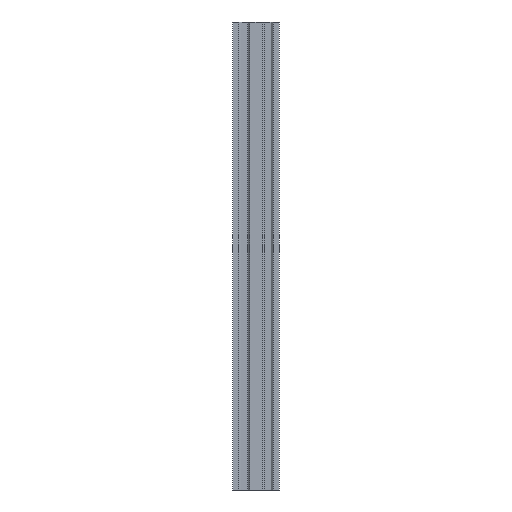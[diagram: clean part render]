
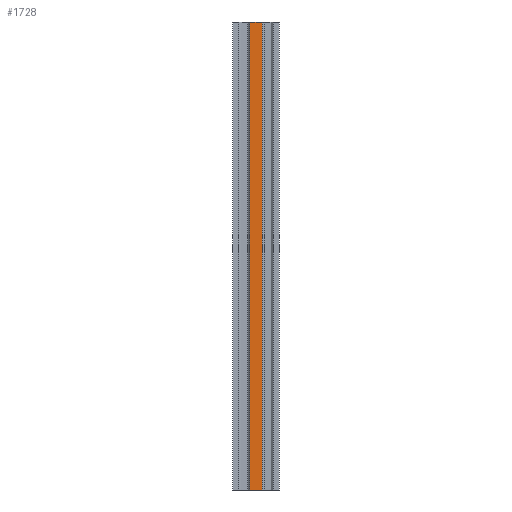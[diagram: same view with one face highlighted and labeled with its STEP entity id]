
A CAD part, left-side view. The second image highlights one B-rep face of the part: STEP entity #1728.
In plain terms, the highlighted planar face has unit normal (-1, 0, 0).
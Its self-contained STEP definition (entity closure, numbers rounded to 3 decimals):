
#85=FACE_OUTER_BOUND('',#168,.T.);
#168=EDGE_LOOP('',(#1352,#1353,#1354,#1355));
#253=LINE('',#2381,#483);
#333=LINE('',#2544,#563);
#385=LINE('',#2651,#615);
#386=LINE('',#2652,#616);
#483=VECTOR('',#1936,10.);
#563=VECTOR('',#2068,10.);
#615=VECTOR('',#2176,10.);
#616=VECTOR('',#2177,10.);
#706=VERTEX_POINT('',#2378);
#707=VERTEX_POINT('',#2380);
#764=VERTEX_POINT('',#2542);
#791=VERTEX_POINT('',#2650);
#869=EDGE_CURVE('',#707,#706,#253,.T.);
#952=EDGE_CURVE('',#706,#764,#333,.T.);
#1005=EDGE_CURVE('',#791,#764,#385,.T.);
#1006=EDGE_CURVE('',#707,#791,#386,.T.);
#1352=ORIENTED_EDGE('',*,*,#869,.T.);
#1353=ORIENTED_EDGE('',*,*,#952,.T.);
#1354=ORIENTED_EDGE('',*,*,#1005,.F.);
#1355=ORIENTED_EDGE('',*,*,#1006,.F.);
#1567=PLANE('',#1832);
#1728=ADVANCED_FACE('',(#85),#1567,.T.);
#1832=AXIS2_PLACEMENT_3D('',#2649,#2174,#2175);
#1936=DIRECTION('',(0.,-1.,0.));
#2068=DIRECTION('',(0.,0.,1.));
#2174=DIRECTION('center_axis',(-1.,0.,0.));
#2175=DIRECTION('ref_axis',(0.,-1.,0.));
#2176=DIRECTION('',(0.,-1.,0.));
#2177=DIRECTION('',(0.,0.,1.));
#2378=CARTESIAN_POINT('',(-10.,-15.36,0.));
#2380=CARTESIAN_POINT('',(-10.,-4.64,0.));
#2381=CARTESIAN_POINT('',(-10.,-4.64,0.));
#2542=CARTESIAN_POINT('',(-10.,-15.36,400.));
#2544=CARTESIAN_POINT('',(-10.,-15.36,0.));
#2649=CARTESIAN_POINT('Origin',(-10.,-4.64,0.));
#2650=CARTESIAN_POINT('',(-10.,-4.64,400.));
#2651=CARTESIAN_POINT('',(-10.,-4.64,400.));
#2652=CARTESIAN_POINT('',(-10.,-4.64,0.));
